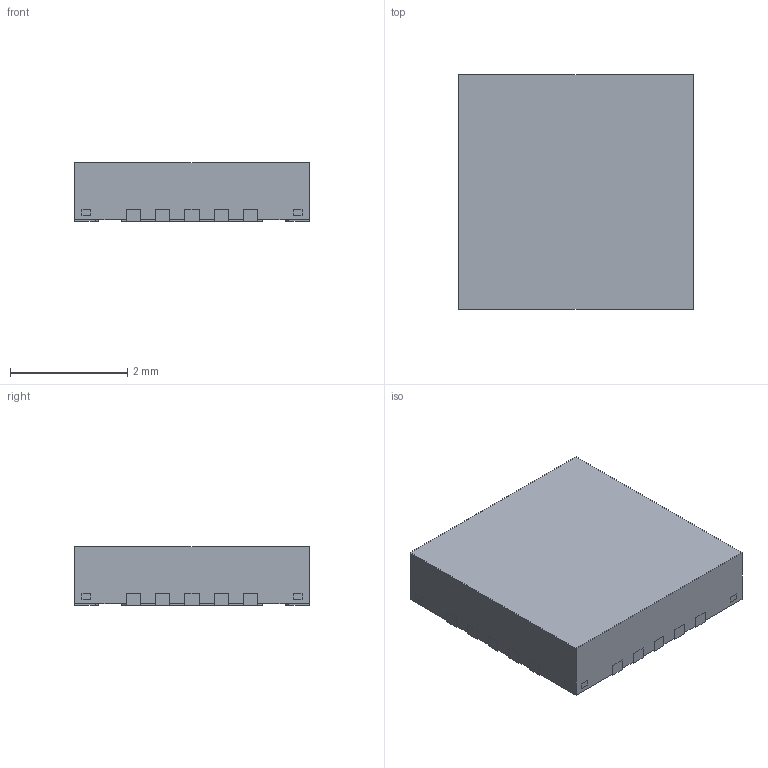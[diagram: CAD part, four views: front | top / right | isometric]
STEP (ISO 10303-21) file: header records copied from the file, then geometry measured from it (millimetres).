
FILE_DESCRIPTION((''),'2;1');
FILE_NAME('RGP0020C_ASM','2022-06-22T13:30:59',('a0412086'),(''),'CREO PARAMETRIC BY PTC INC, 2018500','CREO PARAMETRIC BY PTC INC, 2018500','');
FILE_SCHEMA(('CONFIG_CONTROL_DESIGN','SHAPE_APPEARANCE_LAYERS_GROUPS'));
Length unit declared in the file: millimetre
Products named in the file (3): FRAME; BODY; RGP0020C_ASM
Assembly tree (2 placements, depth 2):
  RGP0020C_ASM
    FRAME
    BODY
Bounding box: 4 x 4 x 1 mm (x, y, z)
Volume: 15.8 mm3; surface area: 75.2 mm2
Topology: 26 solids, 26 shells, 275 faces, 666 edges, 444 vertices
Faces by surface type: plane 235, cylinder 40
Entity records: 10415 total; most frequent: CARTESIAN_POINT 1390, ORIENTED_EDGE 1332, DIRECTION 1306, PRESENTATION_STYLE_ASSIGNMENT 721, STYLED_ITEM 693, CURVE_STYLE 666, EDGE_CURVE 666, VECTOR 586
